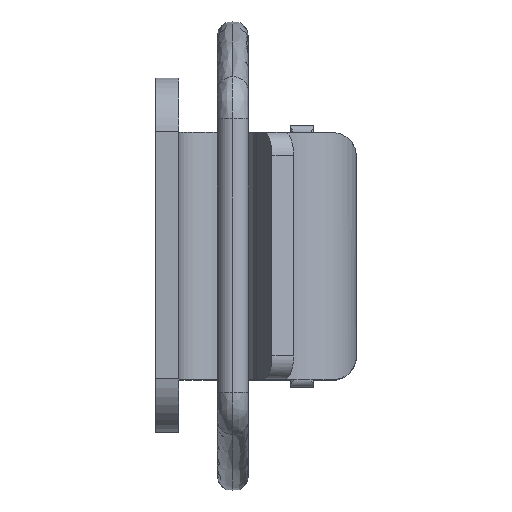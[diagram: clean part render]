
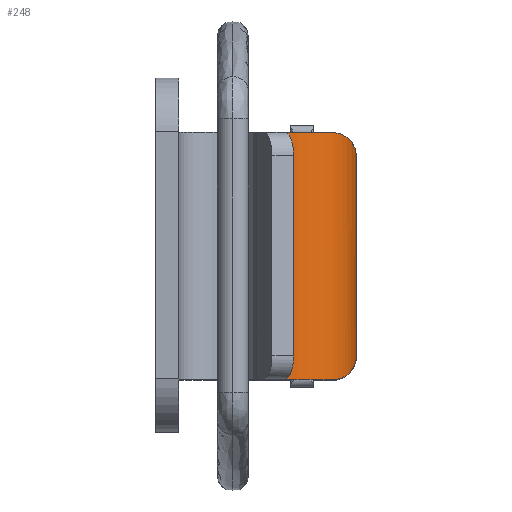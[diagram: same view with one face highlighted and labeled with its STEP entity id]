
A CAD part, top view. The second image highlights one B-rep face of the part: STEP entity #248.
In plain terms, the highlighted cylindrical face has radius 4.5 mm (diameter 9 mm), a partial arc.
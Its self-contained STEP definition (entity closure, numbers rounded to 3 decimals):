
#248=ADVANCED_FACE('',(#939),#938,.T.);
#938=CYLINDRICAL_SURFACE('',#2095,4.5);
#939=FACE_OUTER_BOUND('',#2096,.T.);
#2092=CARTESIAN_POINT('',(3.5,1000.,15.5));
#2093=DIRECTION('',(0.,1.,0.));
#2094=DIRECTION('',(0.,0.,1.));
#2095=AXIS2_PLACEMENT_3D('',#2092,#2093,#2094);
#2096=EDGE_LOOP('',(#2758,#2759,#2760,#2761,#2762,#2763));
#2758=ORIENTED_EDGE('',*,*,#3284,.F.);
#2759=ORIENTED_EDGE('',*,*,#3285,.T.);
#2760=ORIENTED_EDGE('',*,*,#3286,.F.);
#2761=ORIENTED_EDGE('',*,*,#3287,.T.);
#2762=ORIENTED_EDGE('',*,*,#3288,.F.);
#2763=ORIENTED_EDGE('',*,*,#3289,.T.);
#3284=EDGE_CURVE('',#4555,#4556,#4557,.T.);
#3285=EDGE_CURVE('',#4555,#4563,#4564,.T.);
#3286=EDGE_CURVE('',#4570,#4563,#4571,.T.);
#3287=EDGE_CURVE('',#4570,#4577,#4578,.T.);
#3288=EDGE_CURVE('',#4584,#4577,#4585,.T.);
#3289=EDGE_CURVE('',#4584,#4556,#4591,.T.);
#4555=VERTEX_POINT('',#6430);
#4556=VERTEX_POINT('',#6431);
#4557=CIRCLE('',#6435,4.5);
#4563=VERTEX_POINT('',#6436);
#4564=(BOUNDED_CURVE() B_SPLINE_CURVE(3,(#6437,#6438,#6439,#6440,#6441,#6442,#6443,#6444,#6445,#6446,#6447,#6448),.UNSPECIFIED.,.F.,.F.) B_SPLINE_CURVE_WITH_KNOTS((4,2,2,2,2,4),(0.,0.001,0.001,0.002,0.003,0.004),.UNSPECIFIED.) CURVE() GEOMETRIC_REPRESENTATION_ITEM() RATIONAL_B_SPLINE_CURVE((1.,1.,1.,1.,1.,1.,1.,1.,1.,1.,1.,1.)) REPRESENTATION_ITEM('') );
#4570=VERTEX_POINT('',#6449);
#4571=LINE('',#6450,#6451);
#4577=VERTEX_POINT('',#6453);
#4578=(BOUNDED_CURVE() B_SPLINE_CURVE(3,(#6454,#6455,#6456,#6457,#6458,#6459,#6460,#6461,#6462,#6463,#6464,#6465),.UNSPECIFIED.,.F.,.F.) B_SPLINE_CURVE_WITH_KNOTS((4,2,2,2,2,4),(-0.004,-0.003,-0.002,-0.001,-0.001,0.),.UNSPECIFIED.) CURVE() GEOMETRIC_REPRESENTATION_ITEM() RATIONAL_B_SPLINE_CURVE((1.,1.,1.,1.,1.,1.,1.,1.,1.,1.,1.,1.)) REPRESENTATION_ITEM('') );
#4584=VERTEX_POINT('',#6466);
#4585=CIRCLE('',#6470,4.5);
#4591=LINE('',#6471,#6472);
#6430=CARTESIAN_POINT('',(6.5,0.,18.854));
#6431=CARTESIAN_POINT('',(3.5,0.,20.));
#6432=CARTESIAN_POINT('',(3.5,0.,15.5));
#6433=DIRECTION('',(0.,-1.,0.));
#6434=DIRECTION('',(0.,0.,-1.));
#6435=AXIS2_PLACEMENT_3D('',#6432,#6433,#6434);
#6436=CARTESIAN_POINT('',(8.,1.5,15.5));
#6437=CARTESIAN_POINT('',(6.5,0.,18.854));
#6438=CARTESIAN_POINT('',(6.629,0.,18.738));
#6439=CARTESIAN_POINT('',(6.75,0.016,18.617));
#6440=CARTESIAN_POINT('',(6.976,0.073,18.363));
#6441=CARTESIAN_POINT('',(7.081,0.113,18.23));
#6442=CARTESIAN_POINT('',(7.366,0.257,17.827));
#6443=CARTESIAN_POINT('',(7.519,0.383,17.548));
#6444=CARTESIAN_POINT('',(7.764,0.671,16.971));
#6445=CARTESIAN_POINT('',(7.852,0.828,16.681));
#6446=CARTESIAN_POINT('',(7.97,1.156,16.096));
#6447=CARTESIAN_POINT('',(8.,1.328,15.798));
#6448=CARTESIAN_POINT('',(8.,1.5,15.5));
#6449=CARTESIAN_POINT('',(8.,14.5,15.5));
#6450=CARTESIAN_POINT('',(8.,14.5,15.5));
#6451=VECTOR('',#6452,13.);
#6452=DIRECTION('',(0.,-1.,0.));
#6453=CARTESIAN_POINT('',(6.5,16.,18.854));
#6454=CARTESIAN_POINT('',(8.,14.5,15.5));
#6455=CARTESIAN_POINT('',(8.,14.672,15.798));
#6456=CARTESIAN_POINT('',(7.97,14.844,16.096));
#6457=CARTESIAN_POINT('',(7.852,15.172,16.681));
#6458=CARTESIAN_POINT('',(7.764,15.329,16.971));
#6459=CARTESIAN_POINT('',(7.519,15.617,17.548));
#6460=CARTESIAN_POINT('',(7.366,15.743,17.827));
#6461=CARTESIAN_POINT('',(7.081,15.887,18.23));
#6462=CARTESIAN_POINT('',(6.976,15.927,18.363));
#6463=CARTESIAN_POINT('',(6.75,15.984,18.617));
#6464=CARTESIAN_POINT('',(6.629,16.,18.738));
#6465=CARTESIAN_POINT('',(6.5,16.,18.854));
#6466=CARTESIAN_POINT('',(3.5,16.,20.));
#6467=CARTESIAN_POINT('',(3.5,16.,15.5));
#6468=DIRECTION('',(0.,1.,0.));
#6469=DIRECTION('',(0.,0.,-1.));
#6470=AXIS2_PLACEMENT_3D('',#6467,#6468,#6469);
#6471=CARTESIAN_POINT('',(3.5,16.,20.));
#6472=VECTOR('',#6473,16.);
#6473=DIRECTION('',(0.,-1.,0.));
